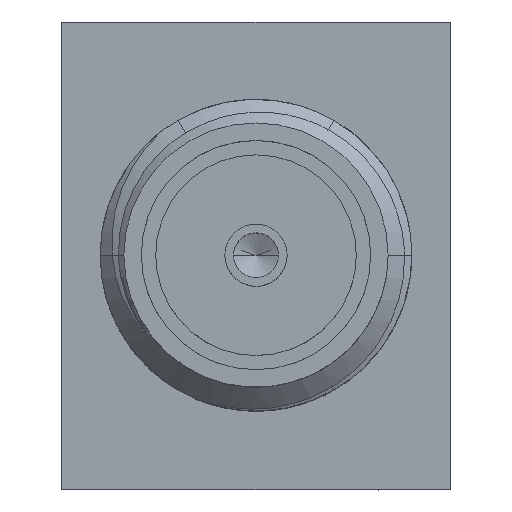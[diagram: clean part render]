
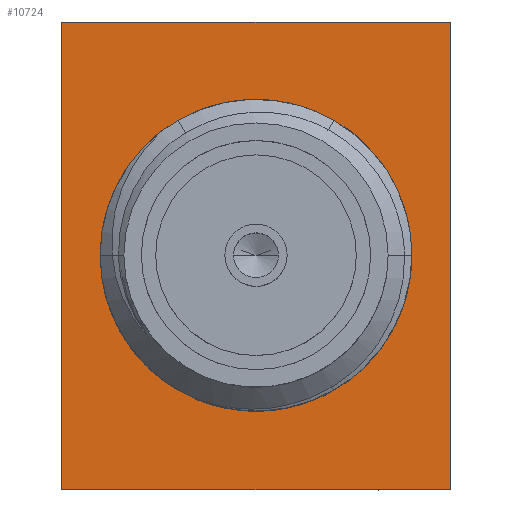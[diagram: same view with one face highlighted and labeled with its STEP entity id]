
A CAD part, top view. The second image highlights one B-rep face of the part: STEP entity #10724.
In plain terms, the highlighted planar face has unit normal (0, 0, 1).
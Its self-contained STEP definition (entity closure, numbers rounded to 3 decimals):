
#10484 = CONICAL_SURFACE('',#10485,2.54,0.785);
#10485 = AXIS2_PLACEMENT_3D('',#10486,#10487,#10488);
#10486 = CARTESIAN_POINT('',(0.,0.,2.032));
#10487 = DIRECTION('',(0.,0.,-1.));
#10488 = DIRECTION('',(1.,0.,0.));
#10599 = CONICAL_SURFACE('',#10600,2.54,0.785);
#10600 = AXIS2_PLACEMENT_3D('',#10601,#10602,#10603);
#10601 = CARTESIAN_POINT('',(0.,0.,2.032));
#10602 = DIRECTION('',(0.,0.,-1.));
#10603 = DIRECTION('',(-1.,0.,0.));
#10616 = VERTEX_POINT('',#10617);
#10617 = CARTESIAN_POINT('',(2.921,0.,1.651));
#10640 = VERTEX_POINT('',#10641);
#10641 = CARTESIAN_POINT('',(-2.921,0.,1.651));
#10662 = EDGE_CURVE('',#10616,#10640,#10663,.T.);
#10663 = SURFACE_CURVE('',#10664,(#10669,#10676),.PCURVE_S1.);
#10664 = CIRCLE('',#10665,2.921);
#10665 = AXIS2_PLACEMENT_3D('',#10666,#10667,#10668);
#10666 = CARTESIAN_POINT('',(0.,0.,1.651));
#10667 = DIRECTION('',(0.,0.,-1.));
#10668 = DIRECTION('',(-1.,0.,0.));
#10669 = PCURVE('',#10484,#10670);
#10670 = DEFINITIONAL_REPRESENTATION('',(#10671),#10675);
#10671 = LINE('',#10672,#10673);
#10672 = CARTESIAN_POINT('',(-3.142,0.381));
#10673 = VECTOR('',#10674,1.);
#10674 = DIRECTION('',(1.,0.));
#10675 = ( GEOMETRIC_REPRESENTATION_CONTEXT(2) 
PARAMETRIC_REPRESENTATION_CONTEXT() REPRESENTATION_CONTEXT('2D SPACE',''
  ) );
#10676 = PCURVE('',#10677,#10682);
#10677 = PLANE('',#10678);
#10678 = AXIS2_PLACEMENT_3D('',#10679,#10680,#10681);
#10679 = CARTESIAN_POINT('',(6.858,0.,1.651));
#10680 = DIRECTION('',(0.,0.,1.));
#10681 = DIRECTION('',(1.,0.,0.));
#10682 = DEFINITIONAL_REPRESENTATION('',(#10683),#10691);
#10683 = ( BOUNDED_CURVE() B_SPLINE_CURVE(2,(#10684,#10685,#10686,#10687
    ,#10688,#10689,#10690),.UNSPECIFIED.,.T.,.F.) 
B_SPLINE_CURVE_WITH_KNOTS((1,2,2,2,2,1),(-2.094,0.,
    2.094,4.189,6.283,8.378),
.UNSPECIFIED.) CURVE() GEOMETRIC_REPRESENTATION_ITEM() 
RATIONAL_B_SPLINE_CURVE((1.,0.5,1.,0.5,1.,0.5,1.)) REPRESENTATION_ITEM(
  '') );
#10684 = CARTESIAN_POINT('',(-9.779,0.));
#10685 = CARTESIAN_POINT('',(-9.779,5.059));
#10686 = CARTESIAN_POINT('',(-5.398,2.53));
#10687 = CARTESIAN_POINT('',(-1.016,0.));
#10688 = CARTESIAN_POINT('',(-5.398,-2.53));
#10689 = CARTESIAN_POINT('',(-9.779,-5.059));
#10690 = CARTESIAN_POINT('',(-9.779,0.));
#10691 = ( GEOMETRIC_REPRESENTATION_CONTEXT(2) 
PARAMETRIC_REPRESENTATION_CONTEXT() REPRESENTATION_CONTEXT('2D SPACE',''
  ) );
#10699 = EDGE_CURVE('',#10640,#10616,#10700,.T.);
#10700 = SURFACE_CURVE('',#10701,(#10706,#10713),.PCURVE_S1.);
#10701 = CIRCLE('',#10702,2.921);
#10702 = AXIS2_PLACEMENT_3D('',#10703,#10704,#10705);
#10703 = CARTESIAN_POINT('',(0.,0.,1.651));
#10704 = DIRECTION('',(0.,0.,-1.));
#10705 = DIRECTION('',(-1.,0.,0.));
#10706 = PCURVE('',#10599,#10707);
#10707 = DEFINITIONAL_REPRESENTATION('',(#10708),#10712);
#10708 = LINE('',#10709,#10710);
#10709 = CARTESIAN_POINT('',(0.,0.381));
#10710 = VECTOR('',#10711,1.);
#10711 = DIRECTION('',(1.,0.));
#10712 = ( GEOMETRIC_REPRESENTATION_CONTEXT(2) 
PARAMETRIC_REPRESENTATION_CONTEXT() REPRESENTATION_CONTEXT('2D SPACE',''
  ) );
#10713 = PCURVE('',#10677,#10714);
#10714 = DEFINITIONAL_REPRESENTATION('',(#10715),#10723);
#10715 = ( BOUNDED_CURVE() B_SPLINE_CURVE(2,(#10716,#10717,#10718,#10719
    ,#10720,#10721,#10722),.UNSPECIFIED.,.T.,.F.) 
B_SPLINE_CURVE_WITH_KNOTS((1,2,2,2,2,1),(-2.094,0.,
    2.094,4.189,6.283,8.378),
.UNSPECIFIED.) CURVE() GEOMETRIC_REPRESENTATION_ITEM() 
RATIONAL_B_SPLINE_CURVE((1.,0.5,1.,0.5,1.,0.5,1.)) REPRESENTATION_ITEM(
  '') );
#10716 = CARTESIAN_POINT('',(-9.779,0.));
#10717 = CARTESIAN_POINT('',(-9.779,5.059));
#10718 = CARTESIAN_POINT('',(-5.398,2.53));
#10719 = CARTESIAN_POINT('',(-1.016,0.));
#10720 = CARTESIAN_POINT('',(-5.398,-2.53));
#10721 = CARTESIAN_POINT('',(-9.779,-5.059));
#10722 = CARTESIAN_POINT('',(-9.779,0.));
#10723 = ( GEOMETRIC_REPRESENTATION_CONTEXT(2) 
PARAMETRIC_REPRESENTATION_CONTEXT() REPRESENTATION_CONTEXT('2D SPACE',''
  ) );
#10724 = ADVANCED_FACE('',(#10725,#10839),#10677,.T.);
#10725 = FACE_BOUND('',#10726,.T.);
#10726 = EDGE_LOOP('',(#10727,#10757,#10785,#10813));
#10727 = ORIENTED_EDGE('',*,*,#10728,.F.);
#10728 = EDGE_CURVE('',#10729,#10731,#10733,.T.);
#10729 = VERTEX_POINT('',#10730);
#10730 = CARTESIAN_POINT('',(-3.962,4.763,1.651));
#10731 = VERTEX_POINT('',#10732);
#10732 = CARTESIAN_POINT('',(3.962,4.763,1.651));
#10733 = SURFACE_CURVE('',#10734,(#10738,#10745),.PCURVE_S1.);
#10734 = LINE('',#10735,#10736);
#10735 = CARTESIAN_POINT('',(0.,4.762,1.651));
#10736 = VECTOR('',#10737,1.);
#10737 = DIRECTION('',(1.,0.,0.));
#10738 = PCURVE('',#10677,#10739);
#10739 = DEFINITIONAL_REPRESENTATION('',(#10740),#10744);
#10740 = LINE('',#10741,#10742);
#10741 = CARTESIAN_POINT('',(-6.858,4.762));
#10742 = VECTOR('',#10743,1.);
#10743 = DIRECTION('',(1.,0.));
#10744 = ( GEOMETRIC_REPRESENTATION_CONTEXT(2) 
PARAMETRIC_REPRESENTATION_CONTEXT() REPRESENTATION_CONTEXT('2D SPACE',''
  ) );
#10745 = PCURVE('',#10746,#10751);
#10746 = PLANE('',#10747);
#10747 = AXIS2_PLACEMENT_3D('',#10748,#10749,#10750);
#10748 = CARTESIAN_POINT('',(3.962,4.763,2.315));
#10749 = DIRECTION('',(0.,-1.,0.));
#10750 = DIRECTION('',(0.,0.,-1.));
#10751 = DEFINITIONAL_REPRESENTATION('',(#10752),#10756);
#10752 = LINE('',#10753,#10754);
#10753 = CARTESIAN_POINT('',(0.664,-3.962));
#10754 = VECTOR('',#10755,1.);
#10755 = DIRECTION('',(0.,1.));
#10756 = ( GEOMETRIC_REPRESENTATION_CONTEXT(2) 
PARAMETRIC_REPRESENTATION_CONTEXT() REPRESENTATION_CONTEXT('2D SPACE',''
  ) );
#10757 = ORIENTED_EDGE('',*,*,#10758,.F.);
#10758 = EDGE_CURVE('',#10759,#10729,#10761,.T.);
#10759 = VERTEX_POINT('',#10760);
#10760 = CARTESIAN_POINT('',(-3.962,-4.763,1.651));
#10761 = SURFACE_CURVE('',#10762,(#10766,#10773),.PCURVE_S1.);
#10762 = LINE('',#10763,#10764);
#10763 = CARTESIAN_POINT('',(-3.962,0.,1.651));
#10764 = VECTOR('',#10765,1.);
#10765 = DIRECTION('',(0.,1.,0.));
#10766 = PCURVE('',#10677,#10767);
#10767 = DEFINITIONAL_REPRESENTATION('',(#10768),#10772);
#10768 = LINE('',#10769,#10770);
#10769 = CARTESIAN_POINT('',(-10.82,0.));
#10770 = VECTOR('',#10771,1.);
#10771 = DIRECTION('',(0.,1.));
#10772 = ( GEOMETRIC_REPRESENTATION_CONTEXT(2) 
PARAMETRIC_REPRESENTATION_CONTEXT() REPRESENTATION_CONTEXT('2D SPACE',''
  ) );
#10773 = PCURVE('',#10774,#10779);
#10774 = PLANE('',#10775);
#10775 = AXIS2_PLACEMENT_3D('',#10776,#10777,#10778);
#10776 = CARTESIAN_POINT('',(-3.962,4.763,2.315));
#10777 = DIRECTION('',(1.,0.,0.));
#10778 = DIRECTION('',(0.,0.,1.));
#10779 = DEFINITIONAL_REPRESENTATION('',(#10780),#10784);
#10780 = LINE('',#10781,#10782);
#10781 = CARTESIAN_POINT('',(-0.664,4.763));
#10782 = VECTOR('',#10783,1.);
#10783 = DIRECTION('',(0.,-1.));
#10784 = ( GEOMETRIC_REPRESENTATION_CONTEXT(2) 
PARAMETRIC_REPRESENTATION_CONTEXT() REPRESENTATION_CONTEXT('2D SPACE',''
  ) );
#10785 = ORIENTED_EDGE('',*,*,#10786,.F.);
#10786 = EDGE_CURVE('',#10787,#10759,#10789,.T.);
#10787 = VERTEX_POINT('',#10788);
#10788 = CARTESIAN_POINT('',(3.962,-4.763,1.651));
#10789 = SURFACE_CURVE('',#10790,(#10794,#10801),.PCURVE_S1.);
#10790 = LINE('',#10791,#10792);
#10791 = CARTESIAN_POINT('',(0.,-4.762,1.651));
#10792 = VECTOR('',#10793,1.);
#10793 = DIRECTION('',(-1.,0.,0.));
#10794 = PCURVE('',#10677,#10795);
#10795 = DEFINITIONAL_REPRESENTATION('',(#10796),#10800);
#10796 = LINE('',#10797,#10798);
#10797 = CARTESIAN_POINT('',(-6.858,-4.762));
#10798 = VECTOR('',#10799,1.);
#10799 = DIRECTION('',(-1.,0.));
#10800 = ( GEOMETRIC_REPRESENTATION_CONTEXT(2) 
PARAMETRIC_REPRESENTATION_CONTEXT() REPRESENTATION_CONTEXT('2D SPACE',''
  ) );
#10801 = PCURVE('',#10802,#10807);
#10802 = PLANE('',#10803);
#10803 = AXIS2_PLACEMENT_3D('',#10804,#10805,#10806);
#10804 = CARTESIAN_POINT('',(-3.962,-4.763,2.315));
#10805 = DIRECTION('',(0.,1.,0.));
#10806 = DIRECTION('',(1.,0.,0.));
#10807 = DEFINITIONAL_REPRESENTATION('',(#10808),#10812);
#10808 = LINE('',#10809,#10810);
#10809 = CARTESIAN_POINT('',(3.962,0.664));
#10810 = VECTOR('',#10811,1.);
#10811 = DIRECTION('',(-1.,0.));
#10812 = ( GEOMETRIC_REPRESENTATION_CONTEXT(2) 
PARAMETRIC_REPRESENTATION_CONTEXT() REPRESENTATION_CONTEXT('2D SPACE',''
  ) );
#10813 = ORIENTED_EDGE('',*,*,#10814,.F.);
#10814 = EDGE_CURVE('',#10731,#10787,#10815,.T.);
#10815 = SURFACE_CURVE('',#10816,(#10820,#10827),.PCURVE_S1.);
#10816 = LINE('',#10817,#10818);
#10817 = CARTESIAN_POINT('',(3.962,0.,1.651));
#10818 = VECTOR('',#10819,1.);
#10819 = DIRECTION('',(0.,-1.,0.));
#10820 = PCURVE('',#10677,#10821);
#10821 = DEFINITIONAL_REPRESENTATION('',(#10822),#10826);
#10822 = LINE('',#10823,#10824);
#10823 = CARTESIAN_POINT('',(-2.896,0.));
#10824 = VECTOR('',#10825,1.);
#10825 = DIRECTION('',(0.,-1.));
#10826 = ( GEOMETRIC_REPRESENTATION_CONTEXT(2) 
PARAMETRIC_REPRESENTATION_CONTEXT() REPRESENTATION_CONTEXT('2D SPACE',''
  ) );
#10827 = PCURVE('',#10828,#10833);
#10828 = PLANE('',#10829);
#10829 = AXIS2_PLACEMENT_3D('',#10830,#10831,#10832);
#10830 = CARTESIAN_POINT('',(3.962,-4.763,2.315));
#10831 = DIRECTION('',(-1.,0.,0.));
#10832 = DIRECTION('',(0.,0.,1.));
#10833 = DEFINITIONAL_REPRESENTATION('',(#10834),#10838);
#10834 = LINE('',#10835,#10836);
#10835 = CARTESIAN_POINT('',(-0.664,4.763));
#10836 = VECTOR('',#10837,1.);
#10837 = DIRECTION('',(0.,-1.));
#10838 = ( GEOMETRIC_REPRESENTATION_CONTEXT(2) 
PARAMETRIC_REPRESENTATION_CONTEXT() REPRESENTATION_CONTEXT('2D SPACE',''
  ) );
#10839 = FACE_BOUND('',#10840,.T.);
#10840 = EDGE_LOOP('',(#10841,#10842));
#10841 = ORIENTED_EDGE('',*,*,#10662,.T.);
#10842 = ORIENTED_EDGE('',*,*,#10699,.T.);
